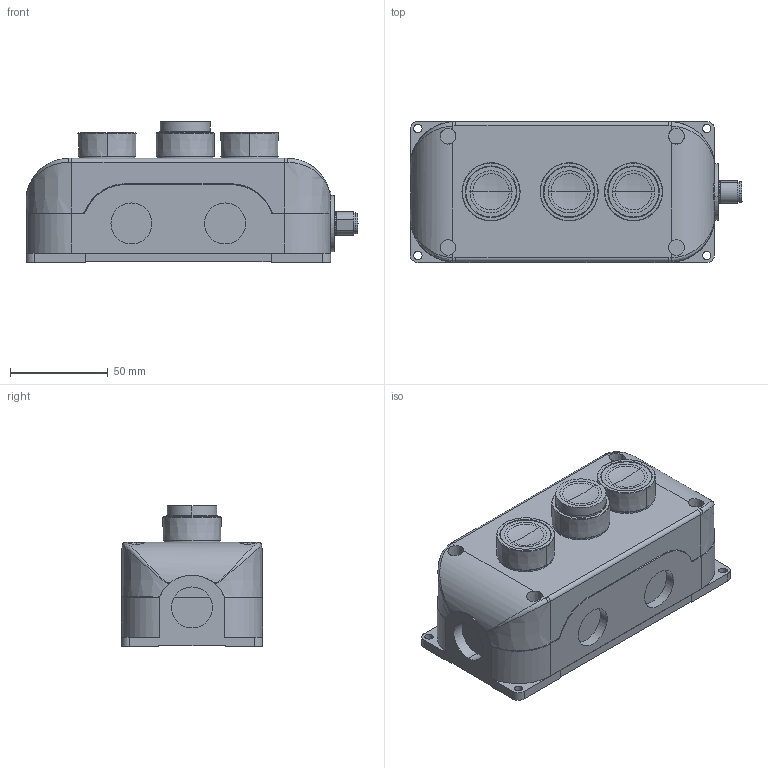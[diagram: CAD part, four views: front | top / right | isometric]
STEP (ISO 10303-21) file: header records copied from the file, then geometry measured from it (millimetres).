
FILE_DESCRIPTION (( 'STEP AP203' ), '1' );
FILE_NAME ('SB314-017-G-M.step', '2025-02-06T16:45:16', ( '' ), ( '' ), 'SwSTEP 2.0', 'SolidWorks 2024', '' );
FILE_SCHEMA (( 'CONFIG_CONTROL_DESIGN' ));
Length unit declared in the file: inch
Products named in the file (1): SB314-017-G-M
Bounding box: 170.05 x 72.29 x 72.2 mm (x, y, z)
Volume: 325438.6 mm3; surface area: 106768.7 mm2
Topology: 16 solids, 35 shells, 766 faces, 1805 edges, 1173 vertices
Faces by surface type: plane 288, cylinder 275, cone 108, bspline 95
Entity records: 28973 total; most frequent: CARTESIAN_POINT 11806, ORIENTED_EDGE 3570, DIRECTION 3479, EDGE_CURVE 1785, AXIS2_PLACEMENT_3D 1364, VERTEX_POINT 1173, EDGE_LOOP 874, ADVANCED_FACE 766
